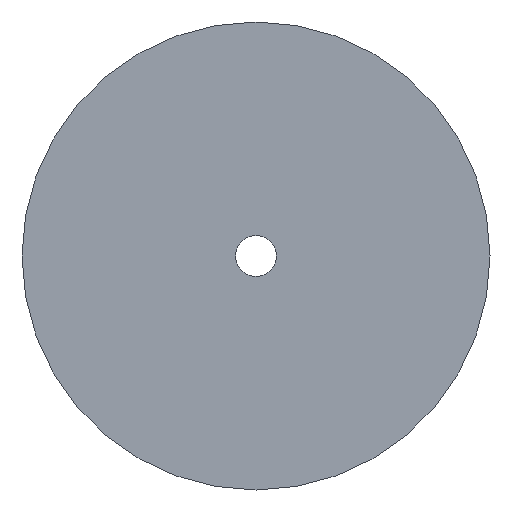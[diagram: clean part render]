
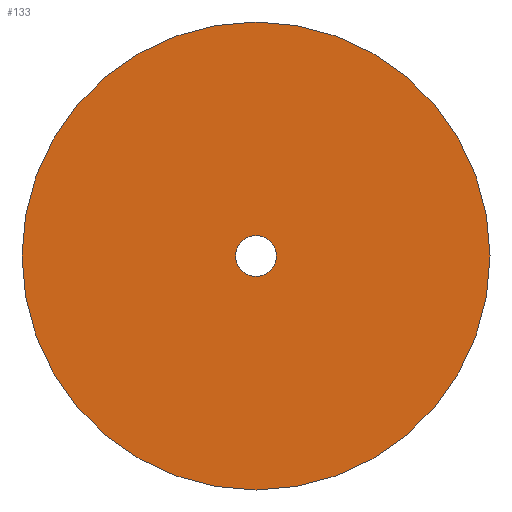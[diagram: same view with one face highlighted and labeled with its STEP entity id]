
A CAD part, front view. The second image highlights one B-rep face of the part: STEP entity #133.
In plain terms, the highlighted planar face has unit normal (0, -1, 0).
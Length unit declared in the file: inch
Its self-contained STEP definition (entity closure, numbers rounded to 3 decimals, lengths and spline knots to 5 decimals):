
#5 = VERTEX_POINT ( 'NONE', #178 ) ;
#11 = CARTESIAN_POINT ( 'NONE',  ( 0., 0., 0. ) ) ;
#15 = VERTEX_POINT ( 'NONE', #20 ) ;
#20 = CARTESIAN_POINT ( 'NONE',  ( 0., 0., -2.87517 ) ) ;
#21 = AXIS2_PLACEMENT_3D ( 'NONE', #182, #40, #99 ) ;
#24 = DIRECTION ( 'NONE',  ( 0., 0., 1. ) ) ;
#28 = CIRCLE ( 'NONE', #21, 0.25 ) ;
#32 = EDGE_LOOP ( 'NONE', ( #91, #106 ) ) ;
#34 = VERTEX_POINT ( 'NONE', #37 ) ;
#37 = CARTESIAN_POINT ( 'NONE',  ( 0., 0., 2.87517 ) ) ;
#40 = DIRECTION ( 'NONE',  ( 0., 1., 0. ) ) ;
#43 = DIRECTION ( 'NONE',  ( 0., 1., 0. ) ) ;
#45 = AXIS2_PLACEMENT_3D ( 'NONE', #169, #81, #78 ) ;
#52 = EDGE_CURVE ( 'NONE', #15, #34, #172, .T. ) ;
#58 = AXIS2_PLACEMENT_3D ( 'NONE', #187, #43, #150 ) ;
#68 = AXIS2_PLACEMENT_3D ( 'NONE', #11, #151, #134 ) ;
#74 = EDGE_LOOP ( 'NONE', ( #157, #112 ) ) ;
#78 = DIRECTION ( 'NONE',  ( 0., 0., 1. ) ) ;
#81 = DIRECTION ( 'NONE',  ( 0., 1., 0. ) ) ;
#82 = CARTESIAN_POINT ( 'NONE',  ( 0., 0., -0.25 ) ) ;
#83 = FACE_BOUND ( 'NONE', #32, .T. ) ;
#84 = CIRCLE ( 'NONE', #68, 2.87517 ) ;
#91 = ORIENTED_EDGE ( 'NONE', *, *, #174, .T. ) ;
#98 = DIRECTION ( 'NONE',  ( 0., 1., 0. ) ) ;
#99 = DIRECTION ( 'NONE',  ( 0., 0., 1. ) ) ;
#105 = AXIS2_PLACEMENT_3D ( 'NONE', #197, #98, #24 ) ;
#106 = ORIENTED_EDGE ( 'NONE', *, *, #166, .T. ) ;
#112 = ORIENTED_EDGE ( 'NONE', *, *, #188, .F. ) ;
#121 = PLANE ( 'NONE',  #58 ) ;
#133 = ADVANCED_FACE ( 'NONE', ( #83, #137 ), #121, .F. ) ;
#134 = DIRECTION ( 'NONE',  ( 0., 0., 1. ) ) ;
#136 = CIRCLE ( 'NONE', #45, 0.25 ) ;
#137 = FACE_OUTER_BOUND ( 'NONE', #74, .T. ) ;
#150 = DIRECTION ( 'NONE',  ( 0., 0., 1. ) ) ;
#151 = DIRECTION ( 'NONE',  ( 0., 1., 0. ) ) ;
#157 = ORIENTED_EDGE ( 'NONE', *, *, #52, .F. ) ;
#166 = EDGE_CURVE ( 'NONE', #193, #5, #28, .T. ) ;
#169 = CARTESIAN_POINT ( 'NONE',  ( 0., 0., 0. ) ) ;
#172 = CIRCLE ( 'NONE', #105, 2.87517 ) ;
#174 = EDGE_CURVE ( 'NONE', #5, #193, #136, .T. ) ;
#178 = CARTESIAN_POINT ( 'NONE',  ( 0., 0., 0.25 ) ) ;
#182 = CARTESIAN_POINT ( 'NONE',  ( 0., 0., 0. ) ) ;
#187 = CARTESIAN_POINT ( 'NONE',  ( 0., 0., 0. ) ) ;
#188 = EDGE_CURVE ( 'NONE', #34, #15, #84, .T. ) ;
#193 = VERTEX_POINT ( 'NONE', #82 ) ;
#197 = CARTESIAN_POINT ( 'NONE',  ( 0., 0., 0. ) ) ;
